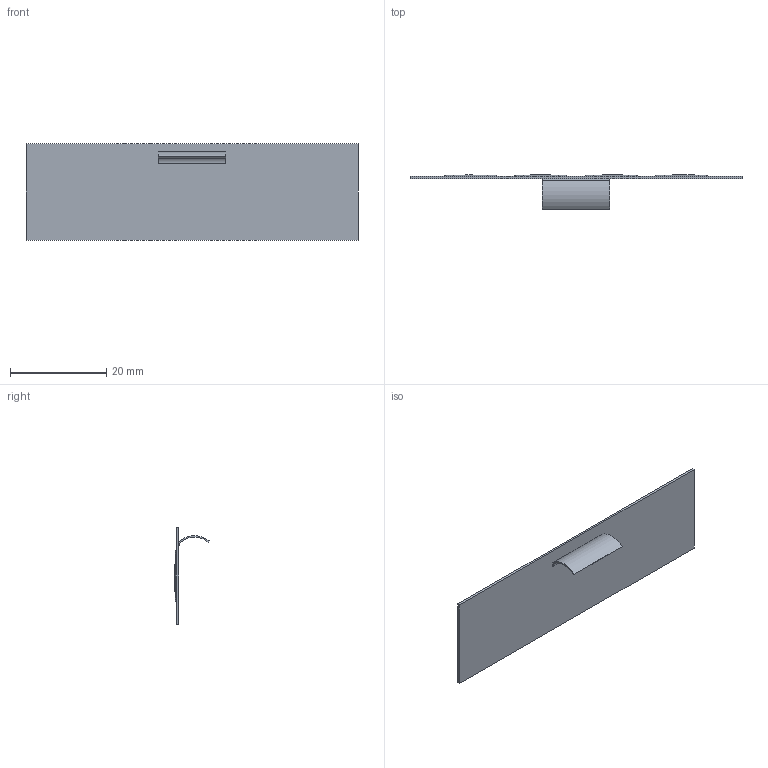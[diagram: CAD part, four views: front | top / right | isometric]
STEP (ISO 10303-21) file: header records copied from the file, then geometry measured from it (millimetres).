
FILE_DESCRIPTION((''),'2;1');
FILE_NAME('MEMBRANE_1X4-KEYPAD','2020-04-10T09:51:18',('bpastoor'),('LELY'),'CREO PARAMETRIC BY PTC INC, 2018260','CREO PARAMETRIC BY PTC INC, 2018260','');
FILE_SCHEMA(('AP242_MANAGED_MODEL_BASED_3D_ENGINEERING_MIM_LF { 1 0 10303 442 1 1 4 }'));
Length unit declared in the file: millimetre
Products named in the file (1): MEMBRANE_1X4-KEYPAD
Bounding box: 69 x 7.1 x 20 mm (x, y, z)
Volume: 814.5 mm3; surface area: 3062.3 mm2
Topology: 1 solids, 1 shells, 160 faces, 444 edges, 296 vertices
Faces by surface type: plane 124, cylinder 20, torus 16
Entity records: 6714 total; most frequent: CARTESIAN_POINT 902, ORIENTED_EDGE 888, DIRECTION 836, PRESENTATION_STYLE_ASSIGNMENT 462, STYLED_ITEM 445, CURVE_STYLE 444, EDGE_CURVE 444, VECTOR 372
